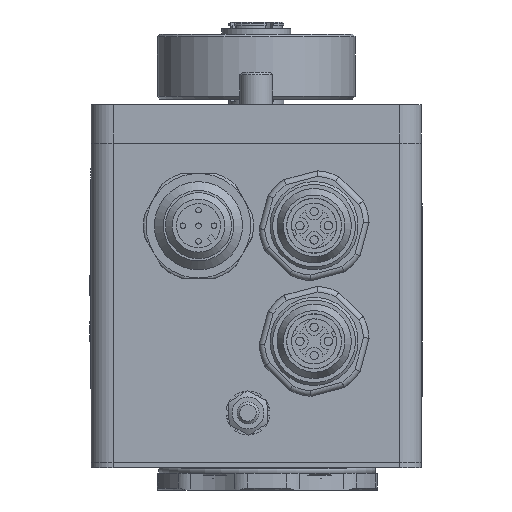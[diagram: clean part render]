
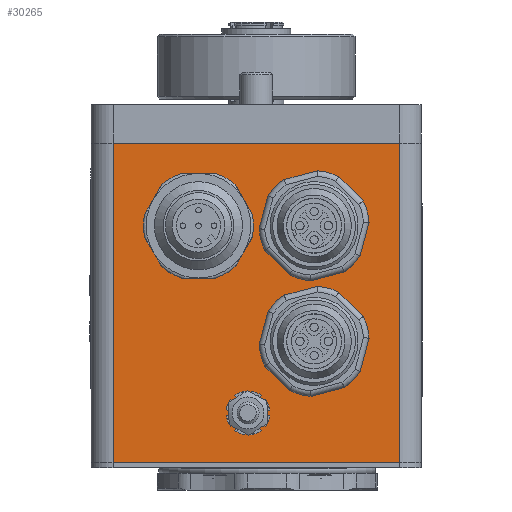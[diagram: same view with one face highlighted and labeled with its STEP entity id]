
A CAD part, front view. The second image highlights one B-rep face of the part: STEP entity #30265.
In plain terms, the highlighted planar face has unit normal (0, -1, 0).
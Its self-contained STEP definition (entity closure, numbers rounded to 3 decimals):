
#2296=LINE('',#48289,#5101);
#2297=LINE('',#48293,#5102);
#2298=LINE('',#48295,#5103);
#2299=LINE('',#48296,#5104);
#5101=VECTOR('',#37813,58.);
#5102=VECTOR('',#37818,52.);
#5103=VECTOR('',#37819,58.);
#5104=VECTOR('',#37820,52.);
#7017=FACE_BOUND('',#10325,.T.);
#7018=FACE_BOUND('',#10326,.T.);
#7019=FACE_BOUND('',#10327,.T.);
#7020=FACE_BOUND('',#10328,.T.);
#8296=FACE_OUTER_BOUND('',#10324,.T.);
#10324=EDGE_LOOP('',(#23358,#23359,#23360,#23361));
#10325=EDGE_LOOP('',(#23362));
#10326=EDGE_LOOP('',(#23363));
#10327=EDGE_LOOP('',(#23364));
#10328=EDGE_LOOP('',(#23365));
#11904=CIRCLE('',#32557,2.05);
#11906=CIRCLE('',#32560,8.);
#11908=CIRCLE('',#32563,8.);
#11910=CIRCLE('',#32566,8.);
#13672=VERTEX_POINT('',#48205);
#13674=VERTEX_POINT('',#48210);
#13676=VERTEX_POINT('',#48215);
#13678=VERTEX_POINT('',#48220);
#13701=VERTEX_POINT('',#48286);
#13702=VERTEX_POINT('',#48288);
#13703=VERTEX_POINT('',#48292);
#13704=VERTEX_POINT('',#48294);
#17176=EDGE_CURVE('',#13672,#13672,#11904,.T.);
#17178=EDGE_CURVE('',#13674,#13674,#11906,.T.);
#17180=EDGE_CURVE('',#13676,#13676,#11908,.T.);
#17182=EDGE_CURVE('',#13678,#13678,#11910,.T.);
#17215=EDGE_CURVE('',#13702,#13701,#2296,.T.);
#17217=EDGE_CURVE('',#13701,#13703,#2297,.T.);
#17218=EDGE_CURVE('',#13704,#13703,#2298,.T.);
#17219=EDGE_CURVE('',#13702,#13704,#2299,.T.);
#23358=ORIENTED_EDGE('',*,*,#17217,.T.);
#23359=ORIENTED_EDGE('',*,*,#17218,.F.);
#23360=ORIENTED_EDGE('',*,*,#17219,.F.);
#23361=ORIENTED_EDGE('',*,*,#17215,.T.);
#23362=ORIENTED_EDGE('',*,*,#17176,.T.);
#23363=ORIENTED_EDGE('',*,*,#17178,.T.);
#23364=ORIENTED_EDGE('',*,*,#17180,.T.);
#23365=ORIENTED_EDGE('',*,*,#17182,.T.);
#28918=PLANE('',#32590);
#30265=ADVANCED_FACE('',(#8296,#7017,#7018,#7019,#7020),#28918,.T.);
#32557=AXIS2_PLACEMENT_3D('',#48206,#37728,#37729);
#32560=AXIS2_PLACEMENT_3D('',#48211,#37734,#37735);
#32563=AXIS2_PLACEMENT_3D('',#48216,#37740,#37741);
#32566=AXIS2_PLACEMENT_3D('',#48221,#37746,#37747);
#32590=AXIS2_PLACEMENT_3D('',#48291,#37816,#37817);
#37728=DIRECTION('center_axis',(0.,1.,0.));
#37729=DIRECTION('ref_axis',(1.,0.,0.));
#37734=DIRECTION('center_axis',(0.,1.,0.));
#37735=DIRECTION('ref_axis',(1.,0.,0.));
#37740=DIRECTION('center_axis',(0.,1.,0.));
#37741=DIRECTION('ref_axis',(1.,0.,0.));
#37746=DIRECTION('center_axis',(0.,1.,0.));
#37747=DIRECTION('ref_axis',(1.,0.,0.));
#37813=DIRECTION('',(0.,0.,1.));
#37816=DIRECTION('center_axis',(0.,-1.,0.));
#37817=DIRECTION('ref_axis',(0.,0.,-1.));
#37818=DIRECTION('',(-1.,0.,0.));
#37819=DIRECTION('',(0.,0.,1.));
#37820=DIRECTION('',(-1.,0.,0.));
#48205=CARTESIAN_POINT('',(32.55,-1.,49.));
#48206=CARTESIAN_POINT('Origin',(30.5,-1.,49.));
#48210=CARTESIAN_POINT('',(47.5,-1.,15.));
#48211=CARTESIAN_POINT('Origin',(39.5,-1.,15.));
#48215=CARTESIAN_POINT('',(26.5,-1.,15.));
#48216=CARTESIAN_POINT('Origin',(18.5,-1.,15.));
#48220=CARTESIAN_POINT('',(26.5,-1.,36.));
#48221=CARTESIAN_POINT('Origin',(18.5,-1.,36.));
#48286=CARTESIAN_POINT('',(55.,-1.,58.));
#48288=CARTESIAN_POINT('',(55.,-1.,0.));
#48289=CARTESIAN_POINT('',(55.,-1.,0.));
#48291=CARTESIAN_POINT('Origin',(55.,-1.,0.));
#48292=CARTESIAN_POINT('',(3.,-1.,58.));
#48293=CARTESIAN_POINT('',(55.,-1.,58.));
#48294=CARTESIAN_POINT('',(3.,-1.,0.));
#48295=CARTESIAN_POINT('',(3.,-1.,0.));
#48296=CARTESIAN_POINT('',(55.,-1.,0.));
